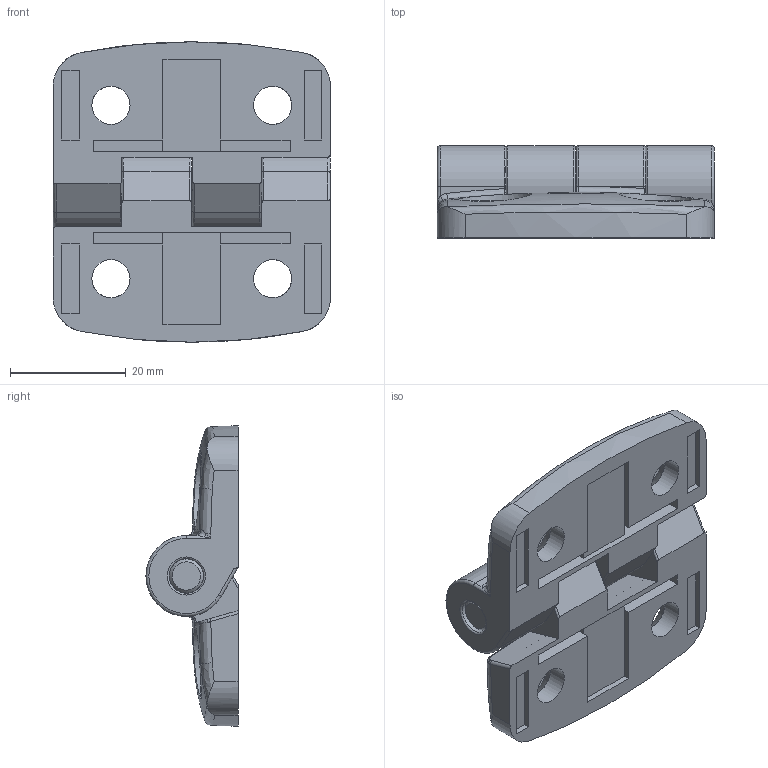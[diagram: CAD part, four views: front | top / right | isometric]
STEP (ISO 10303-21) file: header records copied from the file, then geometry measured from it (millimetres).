
FILE_DESCRIPTION (( 'STEP AP214' ), '1' );
FILE_NAME ('095k2525f00.STEP', '2014-12-11T09:32:33', ( 'Admin' ), ( 'Hewlett-Packard Company' ), 'SwSTEP 2.0', 'SolidWorks 2014', '' );
FILE_SCHEMA (( 'AUTOMOTIVE_DESIGN' ));
Length unit declared in the file: millimetre
Products named in the file (3): 095k2525f00; 095k-02k_Standard; 095k25f00_095 k 25 f00
Assembly tree (3 placements, depth 2):
  095k2525f00
    095k25f00_095 k 25 f00  x2
    095k-02k_Standard
Bounding box: 48.06 x 15.95 x 52 mm (x, y, z)
Volume: 17739.6 mm3; surface area: 10467 mm2
Topology: 3 solids, 3 shells, 262 faces, 707 edges, 451 vertices
Faces by surface type: plane 134, cylinder 63, bspline 38, torus 20, cone 7
Full cylindrical faces by diameter (mm): 5.9 x1, 6 x4, 6.6 x4
Entity records: 6114 total; most frequent: CARTESIAN_POINT 1757, ORIENTED_EDGE 924, DIRECTION 843, EDGE_CURVE 462, VERTEX_POINT 303, AXIS2_PLACEMENT_3D 292, VECTOR 259, LINE 259
